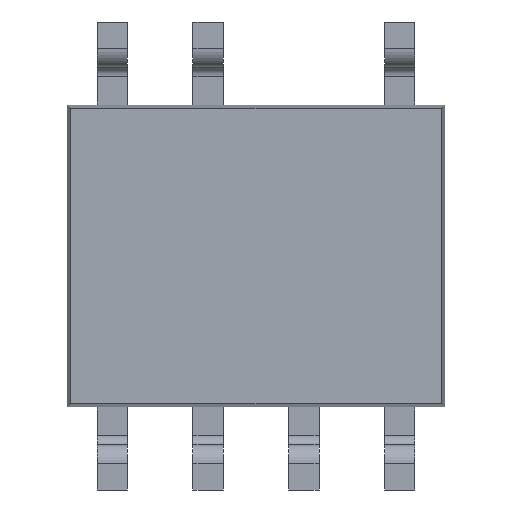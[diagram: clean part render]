
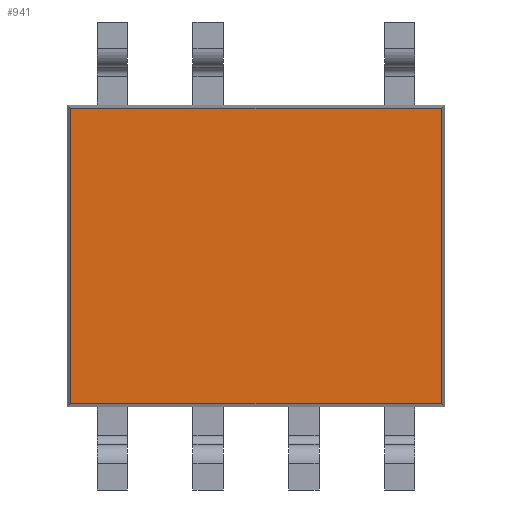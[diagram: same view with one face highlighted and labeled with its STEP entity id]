
A CAD part, front view. The second image highlights one B-rep face of the part: STEP entity #941.
In plain terms, the highlighted planar face has unit normal (0, -1, 0).
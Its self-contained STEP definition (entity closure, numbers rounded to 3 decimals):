
#217 = VERTEX_POINT ( 'NONE', #4094 ) ;
#251 = AXIS2_PLACEMENT_3D ( 'NONE', #1100, #1594, #4219 ) ;
#323 = PLANE ( 'NONE',  #251 ) ;
#408 = VERTEX_POINT ( 'NONE', #2973 ) ;
#558 = VECTOR ( 'NONE', #1323, 1000. ) ;
#904 = ORIENTED_EDGE ( 'NONE', *, *, #3389, .F. ) ;
#941 = ADVANCED_FACE ( 'NONE', ( #4523 ), #323, .T. ) ;
#1100 = CARTESIAN_POINT ( 'NONE',  ( -2.5, 0.25, 2. ) ) ;
#1112 = CARTESIAN_POINT ( 'NONE',  ( -2.456, 0.25, -1.956 ) ) ;
#1253 = CARTESIAN_POINT ( 'NONE',  ( -2.456, 0.25, 1.956 ) ) ;
#1255 = ORIENTED_EDGE ( 'NONE', *, *, #3573, .F. ) ;
#1323 = DIRECTION ( 'NONE',  ( 1., 0., 0. ) ) ;
#1594 = DIRECTION ( 'NONE',  ( 0., -1., 0. ) ) ;
#1655 = VERTEX_POINT ( 'NONE', #1253 ) ;
#1712 = EDGE_CURVE ( 'NONE', #2643, #1655, #4827, .T. ) ;
#2070 = LINE ( 'NONE', #4908, #3185 ) ;
#2160 = CARTESIAN_POINT ( 'NONE',  ( -2.5, 0.25, -1.956 ) ) ;
#2643 = VERTEX_POINT ( 'NONE', #1112 ) ;
#2662 = EDGE_CURVE ( 'NONE', #408, #217, #2070, .T. ) ;
#2871 = CARTESIAN_POINT ( 'NONE',  ( -2.456, 0.25, 2. ) ) ;
#2915 = EDGE_LOOP ( 'NONE', ( #4544, #1255, #4076, #904 ) ) ;
#2973 = CARTESIAN_POINT ( 'NONE',  ( 2.456, 0.25, 1.956 ) ) ;
#3185 = VECTOR ( 'NONE', #3802, 1000. ) ;
#3349 = VECTOR ( 'NONE', #4809, 1000. ) ;
#3389 = EDGE_CURVE ( 'NONE', #1655, #408, #4566, .T. ) ;
#3573 = EDGE_CURVE ( 'NONE', #217, #2643, #4558, .T. ) ;
#3802 = DIRECTION ( 'NONE',  ( 0., 0., -1. ) ) ;
#4076 = ORIENTED_EDGE ( 'NONE', *, *, #2662, .F. ) ;
#4094 = CARTESIAN_POINT ( 'NONE',  ( 2.456, 0.25, -1.956 ) ) ;
#4219 = DIRECTION ( 'NONE',  ( 0., 0., -1. ) ) ;
#4523 = FACE_OUTER_BOUND ( 'NONE', #2915, .T. ) ;
#4544 = ORIENTED_EDGE ( 'NONE', *, *, #1712, .F. ) ;
#4558 = LINE ( 'NONE', #2160, #3349 ) ;
#4566 = LINE ( 'NONE', #4614, #558 ) ;
#4614 = CARTESIAN_POINT ( 'NONE',  ( -2.5, 0.25, 1.956 ) ) ;
#4695 = VECTOR ( 'NONE', #4697, 1000. ) ;
#4697 = DIRECTION ( 'NONE',  ( 0., 0., 1. ) ) ;
#4809 = DIRECTION ( 'NONE',  ( -1., 0., 0. ) ) ;
#4827 = LINE ( 'NONE', #2871, #4695 ) ;
#4908 = CARTESIAN_POINT ( 'NONE',  ( 2.456, 0.25, 2. ) ) ;
